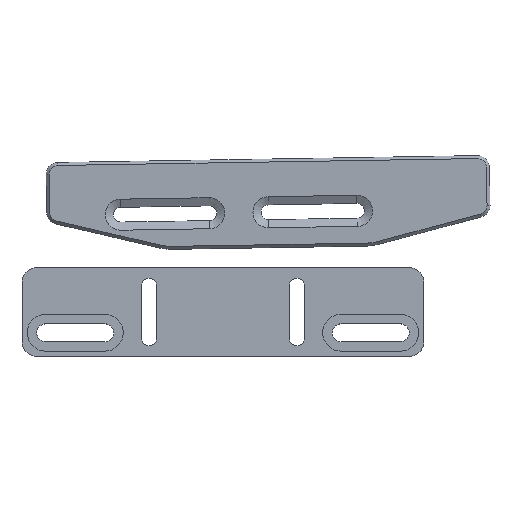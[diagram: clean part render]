
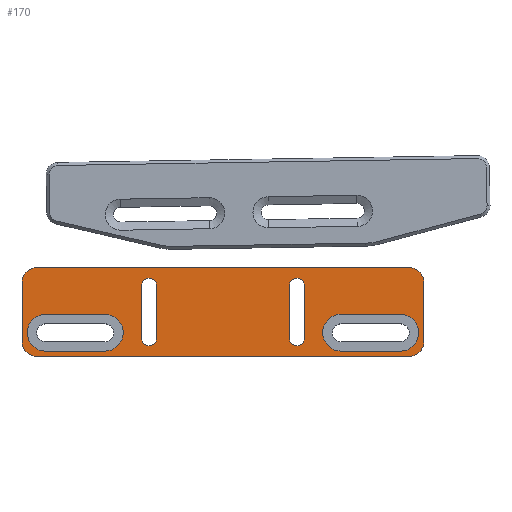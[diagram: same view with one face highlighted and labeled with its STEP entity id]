
A CAD part, top view. The second image highlights one B-rep face of the part: STEP entity #170.
In plain terms, the highlighted planar face has unit normal (0, 0, 1).
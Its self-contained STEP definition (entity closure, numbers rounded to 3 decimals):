
#170=ADVANCED_FACE('',(#312,#314,#316,#318,#320),#322,.T.);
#312=FACE_BOUND('',#313,.T.);
#313=EDGE_LOOP('',(#974,#975,#976,#977,#978,#979,#980,#981));
#314=FACE_BOUND('',#315,.T.);
#315=EDGE_LOOP('',(#982,#983,#984,#985));
#316=FACE_BOUND('',#317,.T.);
#317=EDGE_LOOP('',(#986,#987,#988,#989));
#318=FACE_BOUND('',#319,.T.);
#319=EDGE_LOOP('',(#990,#991,#992,#993));
#320=FACE_BOUND('',#321,.T.);
#321=EDGE_LOOP('',(#994,#995,#996,#997));
#322=PLANE('',#323);
#323=AXIS2_PLACEMENT_3D('',#324,#325,#326);
#324=CARTESIAN_POINT('',(0.,0.,10.));
#325=DIRECTION('',(0.,0.,1.));
#326=DIRECTION('',(-1.,0.,0.));
#974=ORIENTED_EDGE('',*,*,#1438,.T.);
#975=ORIENTED_EDGE('',*,*,#1439,.T.);
#976=ORIENTED_EDGE('',*,*,#1440,.T.);
#977=ORIENTED_EDGE('',*,*,#1441,.T.);
#978=ORIENTED_EDGE('',*,*,#1442,.T.);
#979=ORIENTED_EDGE('',*,*,#1443,.T.);
#980=ORIENTED_EDGE('',*,*,#1444,.T.);
#981=ORIENTED_EDGE('',*,*,#1445,.T.);
#982=ORIENTED_EDGE('',*,*,#1446,.T.);
#983=ORIENTED_EDGE('',*,*,#1447,.T.);
#984=ORIENTED_EDGE('',*,*,#1448,.T.);
#985=ORIENTED_EDGE('',*,*,#1449,.T.);
#986=ORIENTED_EDGE('',*,*,#1450,.T.);
#987=ORIENTED_EDGE('',*,*,#1451,.T.);
#988=ORIENTED_EDGE('',*,*,#1452,.T.);
#989=ORIENTED_EDGE('',*,*,#1453,.T.);
#990=ORIENTED_EDGE('',*,*,#1454,.T.);
#991=ORIENTED_EDGE('',*,*,#1455,.T.);
#992=ORIENTED_EDGE('',*,*,#1456,.T.);
#993=ORIENTED_EDGE('',*,*,#1457,.T.);
#994=ORIENTED_EDGE('',*,*,#1458,.T.);
#995=ORIENTED_EDGE('',*,*,#1459,.T.);
#996=ORIENTED_EDGE('',*,*,#1460,.T.);
#997=ORIENTED_EDGE('',*,*,#1461,.T.);
#1438=EDGE_CURVE('',#1690,#1691,#1692,.T.);
#1439=EDGE_CURVE('',#1691,#1693,#1694,.T.);
#1440=EDGE_CURVE('',#1693,#1695,#1696,.T.);
#1441=EDGE_CURVE('',#1695,#1697,#1698,.T.);
#1442=EDGE_CURVE('',#1697,#1699,#1700,.T.);
#1443=EDGE_CURVE('',#1699,#1701,#1702,.T.);
#1444=EDGE_CURVE('',#1701,#1703,#1704,.T.);
#1445=EDGE_CURVE('',#1703,#1690,#1705,.T.);
#1446=EDGE_CURVE('',#1706,#1707,#1708,.F.);
#1447=EDGE_CURVE('',#1707,#1709,#1710,.F.);
#1448=EDGE_CURVE('',#1709,#1711,#1712,.F.);
#1449=EDGE_CURVE('',#1711,#1706,#1713,.F.);
#1450=EDGE_CURVE('',#1714,#1715,#1716,.F.);
#1451=EDGE_CURVE('',#1715,#1717,#1718,.F.);
#1452=EDGE_CURVE('',#1717,#1719,#1720,.F.);
#1453=EDGE_CURVE('',#1719,#1714,#1721,.F.);
#1454=EDGE_CURVE('',#1722,#1723,#1724,.F.);
#1455=EDGE_CURVE('',#1723,#1725,#1726,.F.);
#1456=EDGE_CURVE('',#1725,#1727,#1728,.F.);
#1457=EDGE_CURVE('',#1727,#1722,#1729,.F.);
#1458=EDGE_CURVE('',#1730,#1731,#1732,.F.);
#1459=EDGE_CURVE('',#1731,#1733,#1734,.F.);
#1460=EDGE_CURVE('',#1733,#1735,#1736,.F.);
#1461=EDGE_CURVE('',#1735,#1730,#1737,.F.);
#1690=VERTEX_POINT('',#2130);
#1691=VERTEX_POINT('',#2131);
#1692=LINE('',#2132,#2133);
#1693=VERTEX_POINT('',#2135);
#1694=CIRCLE('',#2136,5.);
#1695=VERTEX_POINT('',#2140);
#1696=LINE('',#2141,#2142);
#1697=VERTEX_POINT('',#2144);
#1698=CIRCLE('',#2145,5.);
#1699=VERTEX_POINT('',#2149);
#1700=LINE('',#2150,#2151);
#1701=VERTEX_POINT('',#2153);
#1702=CIRCLE('',#2154,5.);
#1703=VERTEX_POINT('',#2158);
#1704=LINE('',#2159,#2160);
#1705=CIRCLE('',#2162,5.);
#1706=VERTEX_POINT('',#2166);
#1707=VERTEX_POINT('',#2167);
#1708=CIRCLE('',#2168,6.25);
#1709=VERTEX_POINT('',#2172);
#1710=LINE('',#2173,#2174);
#1711=VERTEX_POINT('',#2176);
#1712=CIRCLE('',#2177,6.25);
#1713=LINE('',#2181,#2182);
#1714=VERTEX_POINT('',#2184);
#1715=VERTEX_POINT('',#2185);
#1716=LINE('',#2186,#2187);
#1717=VERTEX_POINT('',#2189);
#1718=CIRCLE('',#2190,6.25);
#1719=VERTEX_POINT('',#2194);
#1720=LINE('',#2195,#2196);
#1721=CIRCLE('',#2198,6.25);
#1722=VERTEX_POINT('',#2202);
#1723=VERTEX_POINT('',#2203);
#1724=CIRCLE('',#2204,2.5);
#1725=VERTEX_POINT('',#2208);
#1726=LINE('',#2209,#2210);
#1727=VERTEX_POINT('',#2212);
#1728=CIRCLE('',#2213,2.5);
#1729=LINE('',#2217,#2218);
#1730=VERTEX_POINT('',#2220);
#1731=VERTEX_POINT('',#2221);
#1732=LINE('',#2222,#2223);
#1733=VERTEX_POINT('',#2225);
#1734=CIRCLE('',#2226,2.5);
#1735=VERTEX_POINT('',#2230);
#1736=LINE('',#2231,#2232);
#1737=CIRCLE('',#2234,2.5);
#2130=CARTESIAN_POINT('',(-63.,-15.,10.));
#2131=CARTESIAN_POINT('',(63.,-15.,10.));
#2132=CARTESIAN_POINT('',(-63.,-15.,10.));
#2133=VECTOR('',#2134,1.);
#2134=DIRECTION('',(1.,0.,0.));
#2135=CARTESIAN_POINT('',(68.,-10.,10.));
#2136=AXIS2_PLACEMENT_3D('',#2137,#2138,#2139);
#2137=CARTESIAN_POINT('',(63.,-10.,10.));
#2138=DIRECTION('',(0.,0.,1.));
#2139=DIRECTION('',(0.,-1.,0.));
#2140=CARTESIAN_POINT('',(68.,10.,10.));
#2141=CARTESIAN_POINT('',(68.,-10.,10.));
#2142=VECTOR('',#2143,1.);
#2143=DIRECTION('',(0.,1.,0.));
#2144=CARTESIAN_POINT('',(63.,15.,10.));
#2145=AXIS2_PLACEMENT_3D('',#2146,#2147,#2148);
#2146=CARTESIAN_POINT('',(63.,10.,10.));
#2147=DIRECTION('',(0.,0.,1.));
#2148=DIRECTION('',(1.,0.,0.));
#2149=CARTESIAN_POINT('',(-63.,15.,10.));
#2150=CARTESIAN_POINT('',(63.,15.,10.));
#2151=VECTOR('',#2152,1.);
#2152=DIRECTION('',(-1.,0.,0.));
#2153=CARTESIAN_POINT('',(-68.,10.,10.));
#2154=AXIS2_PLACEMENT_3D('',#2155,#2156,#2157);
#2155=CARTESIAN_POINT('',(-63.,10.,10.));
#2156=DIRECTION('',(0.,0.,1.));
#2157=DIRECTION('',(0.,1.,0.));
#2158=CARTESIAN_POINT('',(-68.,-10.,10.));
#2159=CARTESIAN_POINT('',(-68.,10.,10.));
#2160=VECTOR('',#2161,1.);
#2161=DIRECTION('',(0.,-1.,0.));
#2162=AXIS2_PLACEMENT_3D('',#2163,#2164,#2165);
#2163=CARTESIAN_POINT('',(-63.,-10.,10.));
#2164=DIRECTION('',(0.,0.,1.));
#2165=DIRECTION('',(-1.,0.,0.));
#2166=CARTESIAN_POINT('',(40.,-13.25,10.));
#2167=CARTESIAN_POINT('',(40.,-0.75,10.));
#2168=AXIS2_PLACEMENT_3D('',#2169,#2170,#2171);
#2169=CARTESIAN_POINT('',(40.,-7.,10.));
#2170=DIRECTION('',(0.,0.,1.));
#2171=DIRECTION('',(0.,1.,0.));
#2172=CARTESIAN_POINT('',(60.,-0.75,10.));
#2173=CARTESIAN_POINT('',(60.,-0.75,10.));
#2174=VECTOR('',#2175,1.);
#2175=DIRECTION('',(-1.,0.,0.));
#2176=CARTESIAN_POINT('',(60.,-13.25,10.));
#2177=AXIS2_PLACEMENT_3D('',#2178,#2179,#2180);
#2178=CARTESIAN_POINT('',(60.,-7.,10.));
#2179=DIRECTION('',(0.,0.,1.));
#2180=DIRECTION('',(0.,-1.,0.));
#2181=CARTESIAN_POINT('',(40.,-13.25,10.));
#2182=VECTOR('',#2183,1.);
#2183=DIRECTION('',(1.,0.,0.));
#2184=CARTESIAN_POINT('',(-60.,-0.75,10.));
#2185=CARTESIAN_POINT('',(-40.,-0.75,10.));
#2186=CARTESIAN_POINT('',(-40.,-0.75,10.));
#2187=VECTOR('',#2188,1.);
#2188=DIRECTION('',(-1.,0.,0.));
#2189=CARTESIAN_POINT('',(-40.,-13.25,10.));
#2190=AXIS2_PLACEMENT_3D('',#2191,#2192,#2193);
#2191=CARTESIAN_POINT('',(-40.,-7.,10.));
#2192=DIRECTION('',(0.,0.,1.));
#2193=DIRECTION('',(0.,-1.,0.));
#2194=CARTESIAN_POINT('',(-60.,-13.25,10.));
#2195=CARTESIAN_POINT('',(-60.,-13.25,10.));
#2196=VECTOR('',#2197,1.);
#2197=DIRECTION('',(1.,0.,0.));
#2198=AXIS2_PLACEMENT_3D('',#2199,#2200,#2201);
#2199=CARTESIAN_POINT('',(-60.,-7.,10.));
#2200=DIRECTION('',(0.,0.,1.));
#2201=DIRECTION('',(0.,1.,0.));
#2202=CARTESIAN_POINT('',(-27.5,9.,10.));
#2203=CARTESIAN_POINT('',(-22.5,9.,10.));
#2204=AXIS2_PLACEMENT_3D('',#2205,#2206,#2207);
#2205=CARTESIAN_POINT('',(-25.,9.,10.));
#2206=DIRECTION('',(0.,0.,1.));
#2207=DIRECTION('',(1.,0.,0.));
#2208=CARTESIAN_POINT('',(-22.5,-9.,10.));
#2209=CARTESIAN_POINT('',(-22.5,-9.,10.));
#2210=VECTOR('',#2211,1.);
#2211=DIRECTION('',(0.,1.,0.));
#2212=CARTESIAN_POINT('',(-27.5,-9.,10.));
#2213=AXIS2_PLACEMENT_3D('',#2214,#2215,#2216);
#2214=CARTESIAN_POINT('',(-25.,-9.,10.));
#2215=DIRECTION('',(0.,0.,1.));
#2216=DIRECTION('',(-1.,0.,0.));
#2217=CARTESIAN_POINT('',(-27.5,9.,10.));
#2218=VECTOR('',#2219,1.);
#2219=DIRECTION('',(0.,-1.,0.));
#2220=CARTESIAN_POINT('',(27.5,9.,10.));
#2221=CARTESIAN_POINT('',(27.5,-9.,10.));
#2222=CARTESIAN_POINT('',(27.5,-9.,10.));
#2223=VECTOR('',#2224,1.);
#2224=DIRECTION('',(0.,1.,0.));
#2225=CARTESIAN_POINT('',(22.5,-9.,10.));
#2226=AXIS2_PLACEMENT_3D('',#2227,#2228,#2229);
#2227=CARTESIAN_POINT('',(25.,-9.,10.));
#2228=DIRECTION('',(0.,0.,1.));
#2229=DIRECTION('',(-1.,0.,0.));
#2230=CARTESIAN_POINT('',(22.5,9.,10.));
#2231=CARTESIAN_POINT('',(22.5,9.,10.));
#2232=VECTOR('',#2233,1.);
#2233=DIRECTION('',(0.,-1.,0.));
#2234=AXIS2_PLACEMENT_3D('',#2235,#2236,#2237);
#2235=CARTESIAN_POINT('',(25.,9.,10.));
#2236=DIRECTION('',(0.,0.,1.));
#2237=DIRECTION('',(1.,0.,0.));
